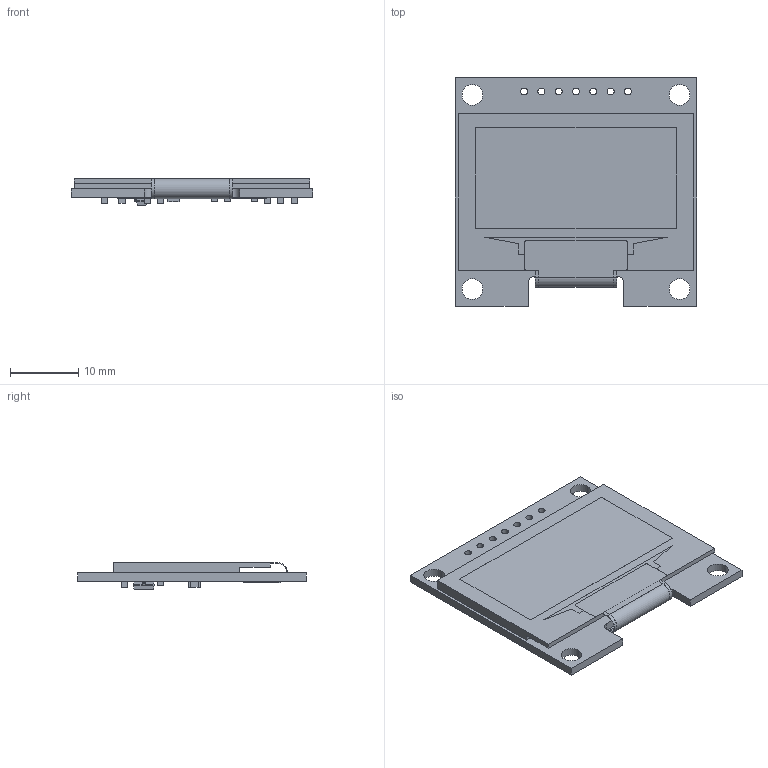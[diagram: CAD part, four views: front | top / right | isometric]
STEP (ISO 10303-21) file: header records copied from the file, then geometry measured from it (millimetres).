
FILE_DESCRIPTION (( 'STEP AP214' ), '1' );
FILE_NAME ('oled.STEP', '2021-06-09T16:20:11', ( '' ), ( '' ), 'SwSTEP 2.0', 'SolidWorks 2020', '' );
FILE_SCHEMA (( 'AUTOMOTIVE_DESIGN' ));
Length unit declared in the file: millimetre
Products named in the file (1): oled
Bounding box: 35.4 x 33.5 x 3.9 mm (x, y, z)
Volume: 2410.2 mm3; surface area: 3342.2 mm2
Topology: 1 solids, 1 shells, 860 faces, 2317 edges, 1534 vertices
Faces by surface type: plane 552, cylinder 173, bspline 135
Entity records: 41230 total; most frequent: CARTESIAN_POINT 11060, ORIENTED_EDGE 4634, DIRECTION 3813, EDGE_CURVE 2317, LINE 1697, VECTOR 1697, VERTEX_POINT 1534, AXIS2_PLACEMENT_3D 1058
